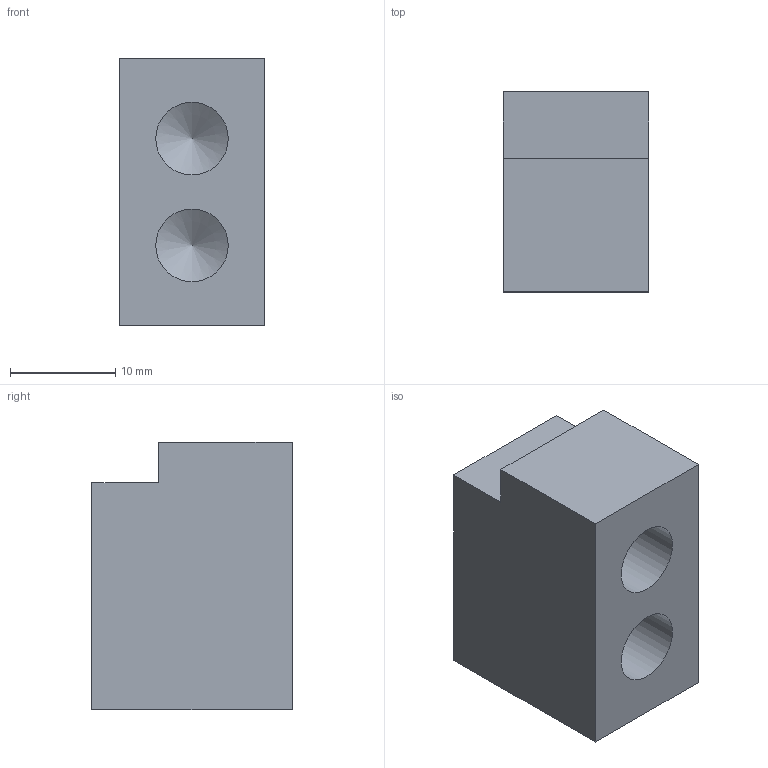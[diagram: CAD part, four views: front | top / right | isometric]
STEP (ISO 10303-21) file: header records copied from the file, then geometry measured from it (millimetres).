
FILE_DESCRIPTION(/* description */ (''),/* implementation_level */ '2;1');
FILE_NAME(/* name */ 'mouse_knee_bump.step',/* time_stamp */ '2023-10-13T13:05:10-04:00',/* author */ (''),/* organization */ (''),/* preprocessor_version */ 'ST-DEVELOPER v20',/* originating_system */ 'Autodesk Translation Framework v12.14.0.127',/* authorisation */ '');
FILE_SCHEMA (('AUTOMOTIVE_DESIGN { 1 0 10303 214 3 1 1 }'));
Length unit declared in the file: millimetre
Products named in the file (1): mouse knee bump
Bounding box: 13.85 x 19.05 x 25.4 mm (x, y, z)
Volume: 5339.4 mm3; surface area: 2701.7 mm2
Topology: 1 solids, 1 shells, 23 faces, 55 edges, 34 vertices
Faces by surface type: plane 9, cylinder 8, torus 2, sphere 2, cone 2
Full cylindrical faces by diameter (mm): 6.9 x2
Entity records: 688 total; most frequent: DIRECTION 121, CARTESIAN_POINT 111, ORIENTED_EDGE 106, EDGE_CURVE 53, AXIS2_PLACEMENT_3D 44, VERTEX_POINT 34, LINE 33, VECTOR 33
